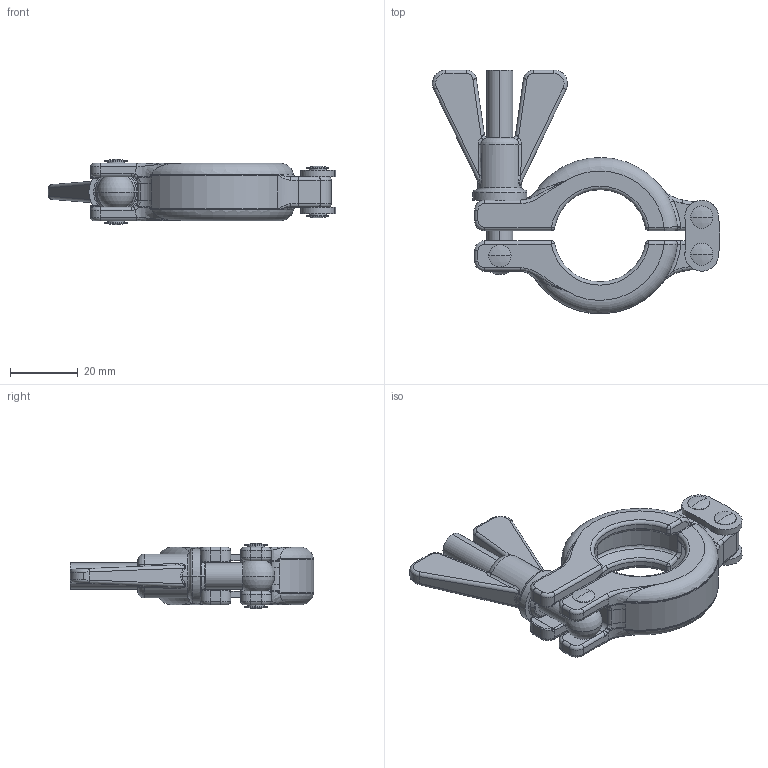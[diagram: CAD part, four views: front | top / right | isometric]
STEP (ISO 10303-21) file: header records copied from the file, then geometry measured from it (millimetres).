
FILE_DESCRIPTION (( 'STEP AP214' ), '1' );
FILE_NAME ('CL.SAF.D010.STEP', '2020-05-19T11:00:07', ( '' ), ( '' ), 'SwSTEP 2.0', 'SolidWorks 2020', '' );
FILE_SCHEMA (( 'AUTOMOTIVE_DESIGN' ));
Length unit declared in the file: millimetre
Products named in the file (1): CL.SAF.D010
Bounding box: 85.05 x 72.12 x 19.3 mm (x, y, z)
Volume: 25553.2 mm3; surface area: 13822.1 mm2
Topology: 3 solids, 3 shells, 454 faces, 1074 edges, 616 vertices
Faces by surface type: cylinder 168, bspline 85, torus 85, plane 66, sphere 36, cone 14
Entity records: 16396 total; most frequent: CARTESIAN_POINT 6409, DIRECTION 2141, ORIENTED_EDGE 2106, EDGE_CURVE 1053, AXIS2_PLACEMENT_3D 931, VERTEX_POINT 615, CIRCLE 561, EDGE_LOOP 478
